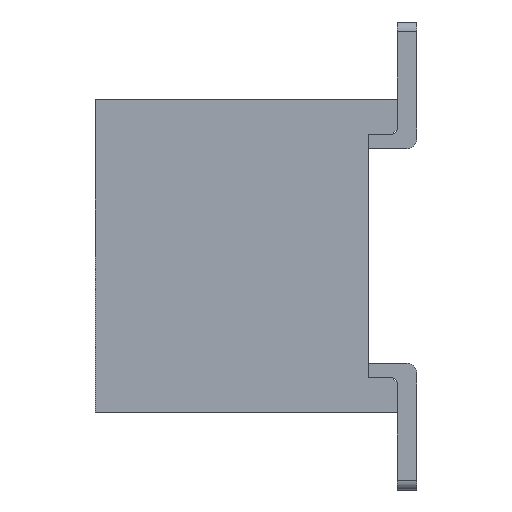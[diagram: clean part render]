
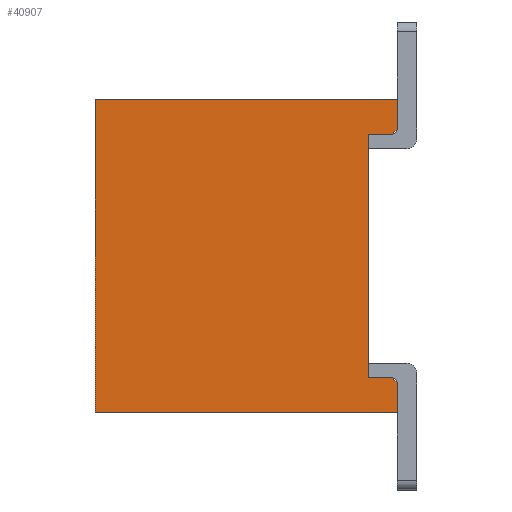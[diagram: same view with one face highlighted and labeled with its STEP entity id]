
A CAD part, left-side view. The second image highlights one B-rep face of the part: STEP entity #40907.
In plain terms, the highlighted planar face has unit normal (-1, 0, 0).
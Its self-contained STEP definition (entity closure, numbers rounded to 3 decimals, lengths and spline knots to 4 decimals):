
#5217=DIRECTION('',(0.,0.,1.));
#5218=VECTOR('',#5217,3.2);
#5219=CARTESIAN_POINT('',(-16.15,3.1,-1.6));
#5220=LINE('',#5219,#5218);
#6513=DIRECTION('',(0.,-0.707,0.707));
#6514=VECTOR('',#6513,0.0707);
#6515=CARTESIAN_POINT('',(-16.15,0.05,1.25));
#6516=LINE('',#6515,#6514);
#6517=DIRECTION('',(0.,1.,0.));
#6518=VECTOR('',#6517,0.25);
#6519=CARTESIAN_POINT('',(-16.15,0.05,1.25));
#6520=LINE('',#6519,#6518);
#6521=DIRECTION('',(0.,0.,1.));
#6522=VECTOR('',#6521,2.5);
#6523=CARTESIAN_POINT('',(-16.15,0.3,-1.25));
#6524=LINE('',#6523,#6522);
#6525=DIRECTION('',(0.,1.,0.));
#6526=VECTOR('',#6525,0.25);
#6527=CARTESIAN_POINT('',(-16.15,0.05,-1.25));
#6528=LINE('',#6527,#6526);
#6529=DIRECTION('',(0.,0.707,0.707));
#6530=VECTOR('',#6529,0.0707);
#6531=CARTESIAN_POINT('',(-16.15,0.,-1.3));
#6532=LINE('',#6531,#6530);
#6533=DIRECTION('',(0.,1.,0.));
#6534=VECTOR('',#6533,3.1);
#6535=CARTESIAN_POINT('',(-16.15,0.,-1.6));
#6536=LINE('',#6535,#6534);
#6565=DIRECTION('',(0.,0.,1.));
#6566=VECTOR('',#6565,0.3);
#6567=CARTESIAN_POINT('',(-16.15,0.,1.3));
#6568=LINE('',#6567,#6566);
#6589=DIRECTION('',(0.,0.,1.));
#6590=VECTOR('',#6589,0.3);
#6591=CARTESIAN_POINT('',(-16.15,0.,-1.6));
#6592=LINE('',#6591,#6590);
#6593=DIRECTION('',(0.,1.,0.));
#6594=VECTOR('',#6593,3.1);
#6595=CARTESIAN_POINT('',(-16.15,0.,1.6));
#6596=LINE('',#6595,#6594);
#27641=CARTESIAN_POINT('',(-16.15,0.,1.6));
#27643=VERTEX_POINT('',#27641);
#27646=CARTESIAN_POINT('',(-16.15,0.,-1.6));
#27648=VERTEX_POINT('',#27646);
#27649=CARTESIAN_POINT('',(-16.15,3.1,-1.6));
#27650=CARTESIAN_POINT('',(-16.15,3.1,1.6));
#27651=VERTEX_POINT('',#27649);
#27652=VERTEX_POINT('',#27650);
#27657=CARTESIAN_POINT('',(-16.15,0.3,-1.25));
#27658=CARTESIAN_POINT('',(-16.15,0.3,1.25));
#27659=VERTEX_POINT('',#27657);
#27660=VERTEX_POINT('',#27658);
#27763=CARTESIAN_POINT('',(-16.15,0.05,1.25));
#27764=VERTEX_POINT('',#27763);
#27765=CARTESIAN_POINT('',(-16.15,0.,1.3));
#27766=VERTEX_POINT('',#27765);
#27767=CARTESIAN_POINT('',(-16.15,0.,-1.3));
#27768=CARTESIAN_POINT('',(-16.15,0.05,-1.25));
#27769=VERTEX_POINT('',#27767);
#27770=VERTEX_POINT('',#27768);
#40884=CARTESIAN_POINT('',(-16.15,0.,-1.6));
#40885=DIRECTION('',(-1.,0.,0.));
#40886=DIRECTION('',(0.,0.,1.));
#40887=AXIS2_PLACEMENT_3D('',#40884,#40885,#40886);
#40888=PLANE('',#40887);
#40890=ORIENTED_EDGE('',*,*,#40889,.F.);
#40891=ORIENTED_EDGE('',*,*,#39280,.T.);
#40892=ORIENTED_EDGE('',*,*,#38435,.F.);
#40893=ORIENTED_EDGE('',*,*,#38803,.F.);
#40895=ORIENTED_EDGE('',*,*,#40894,.F.);
#40897=ORIENTED_EDGE('',*,*,#40896,.F.);
#40899=ORIENTED_EDGE('',*,*,#40898,.T.);
#40900=ORIENTED_EDGE('',*,*,#40074,.T.);
#40902=ORIENTED_EDGE('',*,*,#40901,.F.);
#40904=ORIENTED_EDGE('',*,*,#40903,.F.);
#40905=EDGE_LOOP('',(#40890,#40891,#40892,#40893,#40895,#40897,#40899,#40900,
#40902,#40904));
#40906=FACE_OUTER_BOUND('',#40905,.F.);
#38435=EDGE_CURVE('',#27659,#27660,#6524,.T.);
#38803=EDGE_CURVE('',#27770,#27659,#6528,.T.);
#39280=EDGE_CURVE('',#27764,#27660,#6520,.T.);
#40074=EDGE_CURVE('',#27651,#27652,#5220,.T.);
#40889=EDGE_CURVE('',#27764,#27766,#6516,.T.);
#40894=EDGE_CURVE('',#27769,#27770,#6532,.T.);
#40896=EDGE_CURVE('',#27648,#27769,#6592,.T.);
#40898=EDGE_CURVE('',#27648,#27651,#6536,.T.);
#40901=EDGE_CURVE('',#27643,#27652,#6596,.T.);
#40903=EDGE_CURVE('',#27766,#27643,#6568,.T.);
#40907=ADVANCED_FACE('',(#40906),#40888,.T.);
